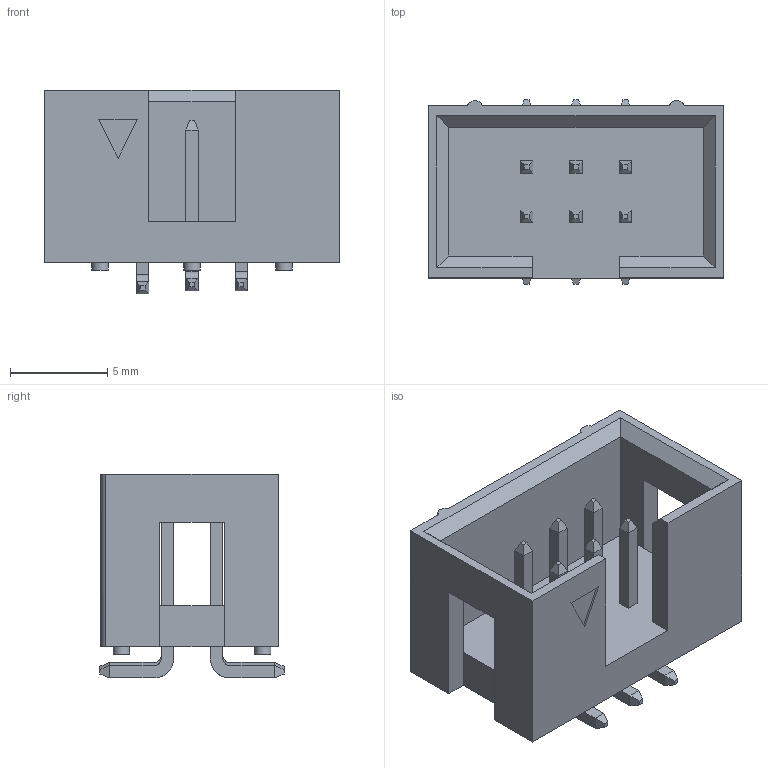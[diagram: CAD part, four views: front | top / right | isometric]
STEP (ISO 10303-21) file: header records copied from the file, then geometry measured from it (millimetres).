
FILE_DESCRIPTION(/* description */ (''),/* implementation_level */ '2;1');
FILE_NAME(/* name */ 'Box Header 2x3 2,54mm SMD',/* time_stamp */ '2019-04-20T15:52:16+02:00',/* author */ (''),/* organization */ (''),/* preprocessor_version */ 'ST-DEVELOPER v16.5',/* originating_system */ '',/* authorisation */ '');
FILE_SCHEMA (('AUTOMOTIVE_DESIGN'));
Length unit declared in the file: millimetre
Products named in the file (1): Document
Bounding box: 15.24 x 9.5 x 10.51 mm (x, y, z)
Volume: 549.1 mm3; surface area: 1092.5 mm2
Topology: 7 solids, 7 shells, 203 faces, 478 edges, 292 vertices
Faces by surface type: plane 183, bspline 20
Entity records: 5261 total; most frequent: CARTESIAN_POINT 1807, ORIENTED_EDGE 956, EDGE_CURVE 478, B_SPLINE_CURVE_WITH_KNOTS 432, VERTEX_POINT 292, EDGE_LOOP 222, ADVANCED_FACE 203, FACE_OUTER_BOUND 203
